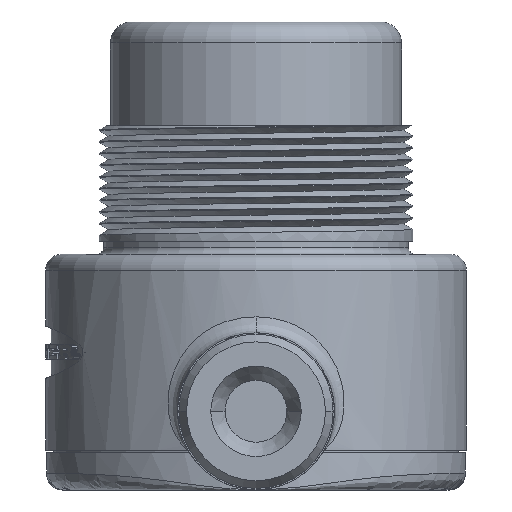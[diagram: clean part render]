
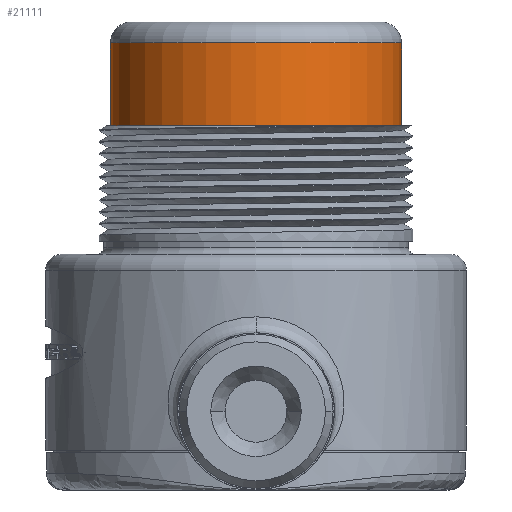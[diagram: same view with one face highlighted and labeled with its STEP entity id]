
A CAD part, front view. The second image highlights one B-rep face of the part: STEP entity #21111.
In plain terms, the highlighted cylindrical face has radius 13.9 mm (diameter 27.8 mm), a partial arc.
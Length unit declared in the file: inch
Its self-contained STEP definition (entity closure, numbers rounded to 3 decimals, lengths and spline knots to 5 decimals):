
#9164=CARTESIAN_POINT('',(0.,0.,0.934));
#9165=DIRECTION('',(0.,0.,1.));
#9166=DIRECTION('',(-1.,0.,0.));
#9167=AXIS2_PLACEMENT_3D('',#9164,#9165,#9166);
#9174=CARTESIAN_POINT('',(0.,0.,1.24502));
#9175=DIRECTION('',(0.,0.,1.));
#9176=DIRECTION('',(-1.,0.,0.));
#9177=AXIS2_PLACEMENT_3D('',#9174,#9175,#9176);
#9179=DIRECTION('',(0.,0.,1.));
#9180=VECTOR('',#9179,0.31102);
#9181=CARTESIAN_POINT('',(0.54724,0.,0.934));
#9182=LINE('',#9181,#9180);
#9188=DIRECTION('',(0.,0.,1.));
#9189=VECTOR('',#9188,0.31102);
#9190=CARTESIAN_POINT('',(-0.54724,0.,0.934));
#9191=LINE('',#9190,#9189);
#10172=CARTESIAN_POINT('',(-0.54724,0.,1.24502));
#10173=CARTESIAN_POINT('',(0.54724,0.,1.24502));
#10174=VERTEX_POINT('',#10172);
#10175=VERTEX_POINT('',#10173);
#10212=CARTESIAN_POINT('',(-0.54724,0.,0.934));
#10213=CARTESIAN_POINT('',(0.54724,0.,0.934));
#10214=VERTEX_POINT('',#10212);
#10215=VERTEX_POINT('',#10213);
#21097=CARTESIAN_POINT('',(0.,0.,0.38951));
#21098=DIRECTION('',(0.,0.,1.));
#21099=DIRECTION('',(-1.,0.,0.));
#21100=AXIS2_PLACEMENT_3D('',#21097,#21098,#21099);
#21101=CYLINDRICAL_SURFACE('',#21100,0.54724);
#21102=ORIENTED_EDGE('',*,*,#21090,.F.);
#21104=ORIENTED_EDGE('',*,*,#21103,.T.);
#21106=ORIENTED_EDGE('',*,*,#21105,.T.);
#21108=ORIENTED_EDGE('',*,*,#21107,.F.);
#21109=EDGE_LOOP('',(#21102,#21104,#21106,#21108));
#21110=FACE_OUTER_BOUND('',#21109,.F.);
#21111=ADVANCED_FACE('',(#21110),#21101,.T.);
#9168=CIRCLE('',#9167,0.54724);
#9178=CIRCLE('',#9177,0.54724);
#21090=EDGE_CURVE('',#10214,#10215,#9168,.T.);
#21103=EDGE_CURVE('',#10214,#10174,#9191,.T.);
#21105=EDGE_CURVE('',#10174,#10175,#9178,.T.);
#21107=EDGE_CURVE('',#10215,#10175,#9182,.T.);
